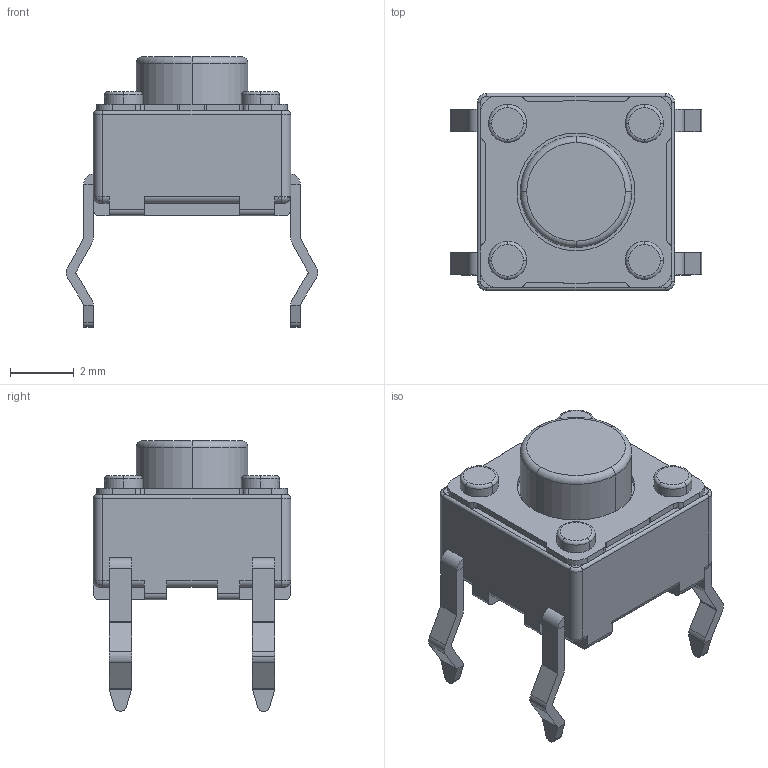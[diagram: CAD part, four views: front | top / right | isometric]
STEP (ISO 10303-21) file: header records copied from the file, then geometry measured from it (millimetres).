
FILE_DESCRIPTION(('FreeCAD Model'),'2;1');
FILE_NAME('Open CASCADE Shape Model','2025-01-22T17:22:29',('Author'),( ''),'Open CASCADE STEP processor 7.6','FreeCAD','Unknown');
FILE_SCHEMA(('AUTOMOTIVE_DESIGN { 1 0 10303 214 1 1 1 1 }'));
Length unit declared in the file: millimetre
Products named in the file (1): 1
Bounding box: 7.9 x 6.2 x 8.5 mm (x, y, z)
Volume: 141.6 mm3; surface area: 239.5 mm2
Topology: 1 solids, 5 shells, 323 faces, 837 edges, 530 vertices
Faces by surface type: cylinder 159, plane 136, torus 24, revolution 4
Entity records: 11045 total; most frequent: DIRECTION 1839, CARTESIAN_POINT 1811, ORIENTED_EDGE 1674, EDGE_CURVE 837, AXIS2_PLACEMENT_3D 682, VERTEX_POINT 530, LINE 471, VECTOR 471
